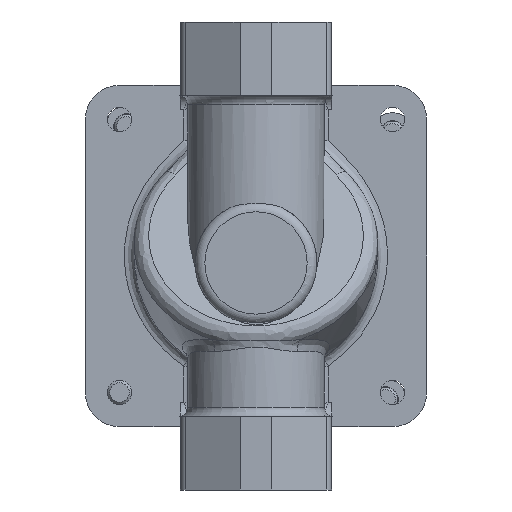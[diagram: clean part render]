
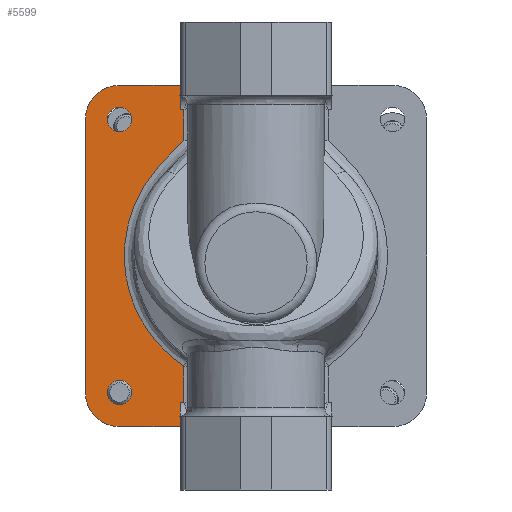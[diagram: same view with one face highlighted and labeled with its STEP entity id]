
A CAD part, front view. The second image highlights one B-rep face of the part: STEP entity #5599.
In plain terms, the highlighted planar face has unit normal (0, -1, 0).
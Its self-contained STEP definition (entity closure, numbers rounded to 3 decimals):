
#158=FACE_BOUND('',#1027,.T.);
#159=FACE_BOUND('',#1028,.T.);
#408=B_SPLINE_CURVE_WITH_KNOTS('',3,(#10696,#10697,#10698,#10699,#10700,
#10701,#10702,#10703,#10704,#10705,#10706,#10707,#10708),.UNSPECIFIED.,
 .F.,.F.,(4,1,1,1,1,1,1,1,1,1,4),(-15.684,-15.657,-15.559,
-15.362,-14.97,-14.185,-13.4,
-12.615,-11.831,-11.046,-10.261),
 .UNSPECIFIED.);
#489=PLANE('',#6031);
#689=FACE_OUTER_BOUND('',#1026,.T.);
#1026=EDGE_LOOP('',(#4076,#4077,#4078,#4079,#4080,#4081,#4082,#4083,#4084,
#4085,#4086,#4087));
#1027=EDGE_LOOP('',(#4088));
#1028=EDGE_LOOP('',(#4089));
#1331=LINE('',#9421,#1654);
#1332=LINE('',#9424,#1655);
#1341=LINE('',#10076,#1664);
#1342=LINE('',#10079,#1665);
#1367=LINE('',#10711,#1690);
#1368=LINE('',#10713,#1691);
#1369=LINE('',#10717,#1692);
#1370=LINE('',#10721,#1693);
#1371=LINE('',#10722,#1694);
#1654=VECTOR('',#6607,10.);
#1655=VECTOR('',#6610,10.);
#1664=VECTOR('',#6699,10.);
#1665=VECTOR('',#6702,10.);
#1690=VECTOR('',#6807,10.);
#1691=VECTOR('',#6808,10.);
#1692=VECTOR('',#6811,10.);
#1693=VECTOR('',#6814,10.);
#1694=VECTOR('',#6815,10.);
#1970=CIRCLE('',#6032,7.);
#1971=CIRCLE('',#6033,7.);
#1972=CIRCLE('',#6034,2.5);
#1973=CIRCLE('',#6035,2.5);
#2290=VERTEX_POINT('',#9413);
#2292=VERTEX_POINT('',#9419);
#2293=VERTEX_POINT('',#9423);
#2324=VERTEX_POINT('',#9686);
#2326=VERTEX_POINT('',#9711);
#2343=VERTEX_POINT('',#10078);
#2393=VERTEX_POINT('',#10710);
#2394=VERTEX_POINT('',#10712);
#2395=VERTEX_POINT('',#10714);
#2396=VERTEX_POINT('',#10716);
#2397=VERTEX_POINT('',#10718);
#2398=VERTEX_POINT('',#10720);
#2399=VERTEX_POINT('',#10723);
#2400=VERTEX_POINT('',#10725);
#2872=EDGE_CURVE('',#2292,#2290,#1331,.T.);
#2873=EDGE_CURVE('',#2290,#2293,#1332,.T.);
#2942=EDGE_CURVE('',#2326,#2324,#1341,.T.);
#2943=EDGE_CURVE('',#2324,#2343,#1342,.T.);
#3012=EDGE_CURVE('',#2293,#2326,#408,.T.);
#3013=EDGE_CURVE('',#2393,#2292,#1367,.T.);
#3014=EDGE_CURVE('',#2393,#2394,#1368,.T.);
#3015=EDGE_CURVE('',#2394,#2395,#1970,.T.);
#3016=EDGE_CURVE('',#2395,#2396,#1369,.T.);
#3017=EDGE_CURVE('',#2396,#2397,#1971,.T.);
#3018=EDGE_CURVE('',#2397,#2398,#1370,.T.);
#3019=EDGE_CURVE('',#2343,#2398,#1371,.T.);
#3020=EDGE_CURVE('',#2399,#2399,#1972,.T.);
#3021=EDGE_CURVE('',#2400,#2400,#1973,.T.);
#4076=ORIENTED_EDGE('',*,*,#3013,.F.);
#4077=ORIENTED_EDGE('',*,*,#3014,.T.);
#4078=ORIENTED_EDGE('',*,*,#3015,.T.);
#4079=ORIENTED_EDGE('',*,*,#3016,.T.);
#4080=ORIENTED_EDGE('',*,*,#3017,.T.);
#4081=ORIENTED_EDGE('',*,*,#3018,.T.);
#4082=ORIENTED_EDGE('',*,*,#3019,.F.);
#4083=ORIENTED_EDGE('',*,*,#2943,.F.);
#4084=ORIENTED_EDGE('',*,*,#2942,.F.);
#4085=ORIENTED_EDGE('',*,*,#3012,.F.);
#4086=ORIENTED_EDGE('',*,*,#2873,.F.);
#4087=ORIENTED_EDGE('',*,*,#2872,.F.);
#4088=ORIENTED_EDGE('',*,*,#3020,.T.);
#4089=ORIENTED_EDGE('',*,*,#3021,.T.);
#5599=ADVANCED_FACE('',(#689,#158,#159),#489,.F.);
#6031=AXIS2_PLACEMENT_3D('',#10709,#6805,#6806);
#6032=AXIS2_PLACEMENT_3D('',#10715,#6809,#6810);
#6033=AXIS2_PLACEMENT_3D('',#10719,#6812,#6813);
#6034=AXIS2_PLACEMENT_3D('',#10724,#6816,#6817);
#6035=AXIS2_PLACEMENT_3D('',#10726,#6818,#6819);
#6607=DIRECTION('',(1.,0.,0.));
#6610=DIRECTION('',(0.,0.,-1.));
#6699=DIRECTION('',(0.,0.,-1.));
#6702=DIRECTION('',(-1.,0.,0.));
#6805=DIRECTION('center_axis',(0.,1.,0.));
#6806=DIRECTION('ref_axis',(0.,0.,1.));
#6807=DIRECTION('',(0.,0.,-1.));
#6808=DIRECTION('',(-1.,0.,0.));
#6809=DIRECTION('center_axis',(0.,-1.,0.));
#6810=DIRECTION('ref_axis',(-1.,0.,0.));
#6811=DIRECTION('',(0.,0.,-1.));
#6812=DIRECTION('center_axis',(0.,-1.,0.));
#6813=DIRECTION('ref_axis',(0.,0.,-1.));
#6814=DIRECTION('',(1.,0.,0.));
#6815=DIRECTION('',(0.,0.,-1.));
#6816=DIRECTION('center_axis',(0.,1.,0.));
#6817=DIRECTION('ref_axis',(-1.,0.,0.));
#6818=DIRECTION('center_axis',(0.,1.,0.));
#6819=DIRECTION('ref_axis',(-1.,0.,0.));
#9413=CARTESIAN_POINT('',(-14.795,11.373,-18.));
#9419=CARTESIAN_POINT('',(-15.506,11.373,-18.));
#9421=CARTESIAN_POINT('',(0.,11.373,-18.));
#9423=CARTESIAN_POINT('',(-14.795,11.373,-24.353));
#9424=CARTESIAN_POINT('',(-14.795,11.373,-15.));
#9686=CARTESIAN_POINT('',(-14.795,11.373,-78.));
#9711=CARTESIAN_POINT('',(-14.795,11.373,-70.543));
#10076=CARTESIAN_POINT('',(-14.795,11.373,-15.));
#10078=CARTESIAN_POINT('',(-15.506,11.373,-78.));
#10079=CARTESIAN_POINT('',(0.,11.373,-78.));
#10696=CARTESIAN_POINT('Ctrl Pts',(-14.795,11.373,-24.353));
#10697=CARTESIAN_POINT('Ctrl Pts',(-14.854,11.373,-24.422));
#10698=CARTESIAN_POINT('Ctrl Pts',(-15.133,11.373,-24.733));
#10699=CARTESIAN_POINT('Ctrl Pts',(-15.902,11.373,-25.485));
#10700=CARTESIAN_POINT('Ctrl Pts',(-17.596,11.373,-27.02));
#10701=CARTESIAN_POINT('Ctrl Pts',(-20.838,11.373,-30.261));
#10702=CARTESIAN_POINT('Ctrl Pts',(-24.543,11.373,-35.724));
#10703=CARTESIAN_POINT('Ctrl Pts',(-26.984,11.373,-43.27));
#10704=CARTESIAN_POINT('Ctrl Pts',(-27.186,11.373,-51.198));
#10705=CARTESIAN_POINT('Ctrl Pts',(-25.115,11.373,-58.856));
#10706=CARTESIAN_POINT('Ctrl Pts',(-20.939,11.373,-65.599));
#10707=CARTESIAN_POINT('Ctrl Pts',(-16.983,11.373,-69.109));
#10708=CARTESIAN_POINT('Ctrl Pts',(-14.795,11.373,-70.543));
#10709=CARTESIAN_POINT('Origin',(0.,11.373,
-48.));
#10710=CARTESIAN_POINT('',(-15.506,11.373,-13.));
#10711=CARTESIAN_POINT('',(-15.506,11.373,-24.));
#10712=CARTESIAN_POINT('',(-28.,11.373,-13.));
#10713=CARTESIAN_POINT('',(-28.,11.373,-13.));
#10714=CARTESIAN_POINT('',(-35.,11.373,-20.));
#10715=CARTESIAN_POINT('Origin',(-28.,11.373,-20.));
#10716=CARTESIAN_POINT('',(-35.,11.373,-76.));
#10717=CARTESIAN_POINT('',(-35.,11.373,-76.));
#10718=CARTESIAN_POINT('',(-28.,11.373,-83.));
#10719=CARTESIAN_POINT('Origin',(-28.,11.373,-76.));
#10720=CARTESIAN_POINT('',(-15.506,11.373,-83.));
#10721=CARTESIAN_POINT('',(28.,11.373,-83.));
#10722=CARTESIAN_POINT('',(-15.506,11.373,-64.5));
#10723=CARTESIAN_POINT('',(-25.5,11.373,-20.));
#10724=CARTESIAN_POINT('Origin',(-28.,11.373,-20.));
#10725=CARTESIAN_POINT('',(-25.5,11.373,-76.));
#10726=CARTESIAN_POINT('Origin',(-28.,11.373,-76.));
